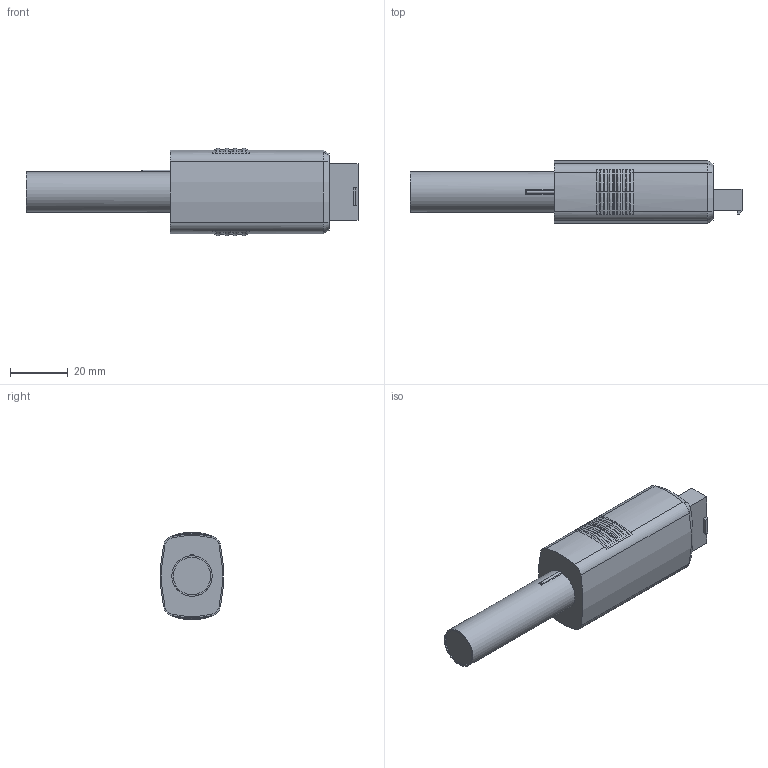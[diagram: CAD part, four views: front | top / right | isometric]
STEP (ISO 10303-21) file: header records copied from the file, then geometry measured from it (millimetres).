
FILE_DESCRIPTION(('STEP AP214'),'1');
FILE_NAME('KLC2... mit Stecker.stp','2021-03-22T12:59:35',(' '),(' '),'Spatial InterOp 3D',' ',' ');
FILE_SCHEMA(('AUTOMOTIVE_DESIGN { 1 0 10303 214 1 1 1 1 }'));
Length unit declared in the file: millimetre
Products named in the file (1): 1615372071
Bounding box: 115 x 21.76 x 30.4 mm (x, y, z)
Volume: 9273.5 mm3; surface area: 16828.6 mm2
Topology: 1 solids, 1 shells, 184 faces, 448 edges, 278 vertices
Faces by surface type: bspline 115, plane 36, cylinder 23, cone 8, torus 2
Full cylindrical faces by diameter (mm): 2.5 x3, 3.5 x1, 5.5 x1, 13 x2, 14 x1
Entity records: 10788 total; most frequent: CARTESIAN_POINT 5738, ORIENTED_EDGE 874, DIRECTION 437, EDGE_CURVE 437, VERTEX_POINT 277, EDGE_LOOP 212, B_SPLINE_CURVE_WITH_KNOTS 201, FACE_OUTER_BOUND 192
